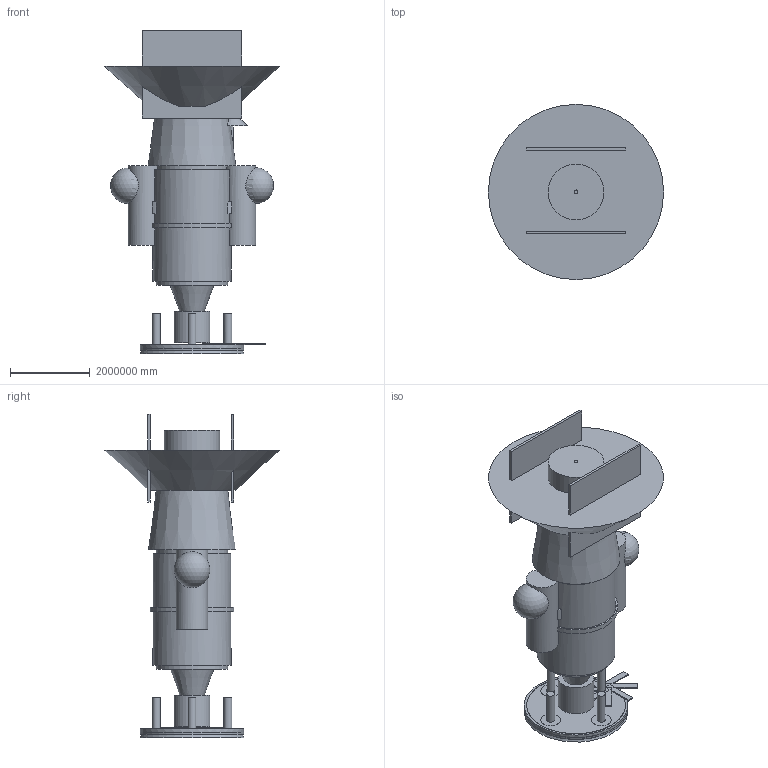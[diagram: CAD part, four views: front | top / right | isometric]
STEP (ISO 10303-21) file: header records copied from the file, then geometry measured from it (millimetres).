
FILE_DESCRIPTION(('FreeCAD Model'),'2;1');
FILE_NAME('Open CASCADE Shape Model','2025-11-17T14:30:50',('Author'),( ''),'Open CASCADE STEP processor 7.8','FreeCAD','Unknown');
FILE_SCHEMA(('AUTOMOTIVE_DESIGN { 1 0 10303 214 1 1 1 1 }'));
Length unit declared in the file: metre
Products named in the file (1): Nave_DFD_XL_Solar
Bounding box: 4400000 x 4400000 x 8116000 mm (x, y, z)
Volume: 28111218314835959808 mm3; surface area: 111946520118716.9 mm2
Topology: 2 solids, 3 shells, 173 faces, 420 edges, 257 vertices
Faces by surface type: plane 129, cylinder 31, cone 9, sphere 4
Full cylindrical faces by diameter (mm): 200000 x4, 500000 x4, 900000 x1, 1400000 x1, 1800000 x1, 1960000 x1, 2480000 x1, 2596000 x1, 2600000 x2
Entity records: 13372 total; most frequent: CARTESIAN_POINT 4986, DIRECTION 1594, ORIENTED_EDGE 820, PCURVE 820, DEFINITIONAL_REPRESENTATION 820, LINE 756, VECTOR 756, EDGE_CURVE 410
